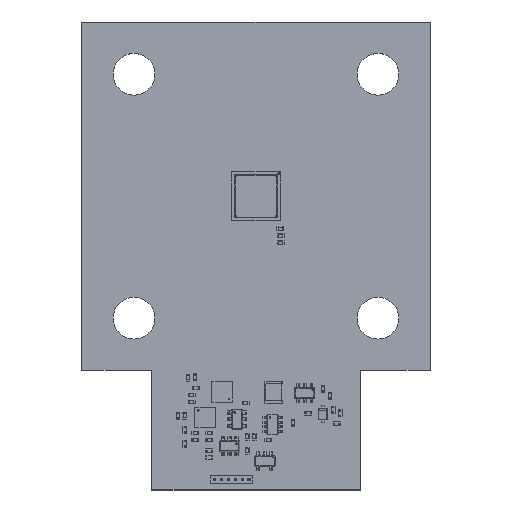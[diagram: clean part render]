
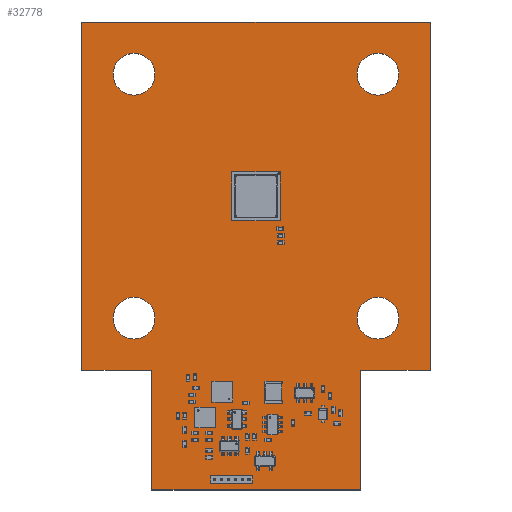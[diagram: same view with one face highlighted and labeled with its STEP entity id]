
A CAD part, top view. The second image highlights one B-rep face of the part: STEP entity #32778.
In plain terms, the highlighted planar face has unit normal (0, 0, 1).
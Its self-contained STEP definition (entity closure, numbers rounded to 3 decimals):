
#32516 = VERTEX_POINT('',#32517);
#32517 = CARTESIAN_POINT('',(103.5,-95.35,1.51));
#32523 = EDGE_CURVE('',#32516,#32524,#32526,.T.);
#32524 = VERTEX_POINT('',#32525);
#32525 = CARTESIAN_POINT('',(93.5,-95.35,1.51));
#32526 = LINE('',#32527,#32528);
#32527 = CARTESIAN_POINT('',(103.5,-95.35,1.51));
#32528 = VECTOR('',#32529,1.);
#32529 = DIRECTION('',(-1.,0.,0.));
#32556 = VERTEX_POINT('',#32557);
#32557 = CARTESIAN_POINT('',(103.5,-45.35,1.51));
#32563 = EDGE_CURVE('',#32556,#32516,#32564,.T.);
#32564 = LINE('',#32565,#32566);
#32565 = CARTESIAN_POINT('',(103.5,-45.35,1.51));
#32566 = VECTOR('',#32567,1.);
#32567 = DIRECTION('',(0.,-1.,0.));
#32585 = EDGE_CURVE('',#32524,#32586,#32588,.T.);
#32586 = VERTEX_POINT('',#32587);
#32587 = CARTESIAN_POINT('',(93.5,-112.5,1.51));
#32588 = LINE('',#32589,#32590);
#32589 = CARTESIAN_POINT('',(93.5,-95.35,1.51));
#32590 = VECTOR('',#32591,1.);
#32591 = DIRECTION('',(0.,-1.,0.));
#32778 = ADVANCED_FACE('',(#32779,#32830,#32841,#32852,#32863,#32874,
    #32885,#32896,#32907,#32918,#32929),#32940,.T.);
#32779 = FACE_BOUND('',#32780,.T.);
#32780 = EDGE_LOOP('',(#32781,#32782,#32783,#32791,#32799,#32807,#32815,
    #32823,#32829));
#32781 = ORIENTED_EDGE('',*,*,#32523,.F.);
#32782 = ORIENTED_EDGE('',*,*,#32563,.F.);
#32783 = ORIENTED_EDGE('',*,*,#32784,.F.);
#32784 = EDGE_CURVE('',#32785,#32556,#32787,.T.);
#32785 = VERTEX_POINT('',#32786);
#32786 = CARTESIAN_POINT('',(53.5,-45.35,1.51));
#32787 = LINE('',#32788,#32789);
#32788 = CARTESIAN_POINT('',(53.5,-45.35,1.51));
#32789 = VECTOR('',#32790,1.);
#32790 = DIRECTION('',(1.,0.,0.));
#32791 = ORIENTED_EDGE('',*,*,#32792,.F.);
#32792 = EDGE_CURVE('',#32793,#32785,#32795,.T.);
#32793 = VERTEX_POINT('',#32794);
#32794 = CARTESIAN_POINT('',(53.5,-95.35,1.51));
#32795 = LINE('',#32796,#32797);
#32796 = CARTESIAN_POINT('',(53.5,-95.35,1.51));
#32797 = VECTOR('',#32798,1.);
#32798 = DIRECTION('',(0.,1.,0.));
#32799 = ORIENTED_EDGE('',*,*,#32800,.F.);
#32800 = EDGE_CURVE('',#32801,#32793,#32803,.T.);
#32801 = VERTEX_POINT('',#32802);
#32802 = CARTESIAN_POINT('',(63.5,-95.35,1.51));
#32803 = LINE('',#32804,#32805);
#32804 = CARTESIAN_POINT('',(63.5,-95.35,1.51));
#32805 = VECTOR('',#32806,1.);
#32806 = DIRECTION('',(-1.,0.,0.));
#32807 = ORIENTED_EDGE('',*,*,#32808,.F.);
#32808 = EDGE_CURVE('',#32809,#32801,#32811,.T.);
#32809 = VERTEX_POINT('',#32810);
#32810 = CARTESIAN_POINT('',(63.5,-112.5,1.51));
#32811 = LINE('',#32812,#32813);
#32812 = CARTESIAN_POINT('',(63.5,-112.5,1.51));
#32813 = VECTOR('',#32814,1.);
#32814 = DIRECTION('',(0.,1.,0.));
#32815 = ORIENTED_EDGE('',*,*,#32816,.F.);
#32816 = EDGE_CURVE('',#32817,#32809,#32819,.T.);
#32817 = VERTEX_POINT('',#32818);
#32818 = CARTESIAN_POINT('',(64.,-112.5,1.51));
#32819 = LINE('',#32820,#32821);
#32820 = CARTESIAN_POINT('',(64.,-112.5,1.51));
#32821 = VECTOR('',#32822,1.);
#32822 = DIRECTION('',(-1.,0.,0.));
#32823 = ORIENTED_EDGE('',*,*,#32824,.F.);
#32824 = EDGE_CURVE('',#32586,#32817,#32825,.T.);
#32825 = LINE('',#32826,#32827);
#32826 = CARTESIAN_POINT('',(93.5,-112.5,1.51));
#32827 = VECTOR('',#32828,1.);
#32828 = DIRECTION('',(-1.,0.,0.));
#32829 = ORIENTED_EDGE('',*,*,#32585,.F.);
#32830 = FACE_BOUND('',#32831,.T.);
#32831 = EDGE_LOOP('',(#32832));
#32832 = ORIENTED_EDGE('',*,*,#32833,.T.);
#32833 = EDGE_CURVE('',#32834,#32834,#32836,.T.);
#32834 = VERTEX_POINT('',#32835);
#32835 = CARTESIAN_POINT('',(72.5,-111.25,1.51));
#32836 = CIRCLE('',#32837,0.25);
#32837 = AXIS2_PLACEMENT_3D('',#32838,#32839,#32840);
#32838 = CARTESIAN_POINT('',(72.5,-111.,1.51));
#32839 = DIRECTION('',(-0.,0.,-1.));
#32840 = DIRECTION('',(-0.,-1.,0.));
#32841 = FACE_BOUND('',#32842,.T.);
#32842 = EDGE_LOOP('',(#32843));
#32843 = ORIENTED_EDGE('',*,*,#32844,.T.);
#32844 = EDGE_CURVE('',#32845,#32845,#32847,.T.);
#32845 = VERTEX_POINT('',#32846);
#32846 = CARTESIAN_POINT('',(73.5,-111.25,1.51));
#32847 = CIRCLE('',#32848,0.25);
#32848 = AXIS2_PLACEMENT_3D('',#32849,#32850,#32851);
#32849 = CARTESIAN_POINT('',(73.5,-111.,1.51));
#32850 = DIRECTION('',(-0.,0.,-1.));
#32851 = DIRECTION('',(-0.,-1.,0.));
#32852 = FACE_BOUND('',#32853,.T.);
#32853 = EDGE_LOOP('',(#32854));
#32854 = ORIENTED_EDGE('',*,*,#32855,.T.);
#32855 = EDGE_CURVE('',#32856,#32856,#32858,.T.);
#32856 = VERTEX_POINT('',#32857);
#32857 = CARTESIAN_POINT('',(74.5,-111.25,1.51));
#32858 = CIRCLE('',#32859,0.25);
#32859 = AXIS2_PLACEMENT_3D('',#32860,#32861,#32862);
#32860 = CARTESIAN_POINT('',(74.5,-111.,1.51));
#32861 = DIRECTION('',(-0.,0.,-1.));
#32862 = DIRECTION('',(-0.,-1.,0.));
#32863 = FACE_BOUND('',#32864,.T.);
#32864 = EDGE_LOOP('',(#32865));
#32865 = ORIENTED_EDGE('',*,*,#32866,.T.);
#32866 = EDGE_CURVE('',#32867,#32867,#32869,.T.);
#32867 = VERTEX_POINT('',#32868);
#32868 = CARTESIAN_POINT('',(75.5,-111.25,1.51));
#32869 = CIRCLE('',#32870,0.25);
#32870 = AXIS2_PLACEMENT_3D('',#32871,#32872,#32873);
#32871 = CARTESIAN_POINT('',(75.5,-111.,1.51));
#32872 = DIRECTION('',(-0.,0.,-1.));
#32873 = DIRECTION('',(-0.,-1.,0.));
#32874 = FACE_BOUND('',#32875,.T.);
#32875 = EDGE_LOOP('',(#32876));
#32876 = ORIENTED_EDGE('',*,*,#32877,.T.);
#32877 = EDGE_CURVE('',#32878,#32878,#32880,.T.);
#32878 = VERTEX_POINT('',#32879);
#32879 = CARTESIAN_POINT('',(76.5,-111.25,1.51));
#32880 = CIRCLE('',#32881,0.25);
#32881 = AXIS2_PLACEMENT_3D('',#32882,#32883,#32884);
#32882 = CARTESIAN_POINT('',(76.5,-111.,1.51));
#32883 = DIRECTION('',(-0.,0.,-1.));
#32884 = DIRECTION('',(-0.,-1.,0.));
#32885 = FACE_BOUND('',#32886,.T.);
#32886 = EDGE_LOOP('',(#32887));
#32887 = ORIENTED_EDGE('',*,*,#32888,.T.);
#32888 = EDGE_CURVE('',#32889,#32889,#32891,.T.);
#32889 = VERTEX_POINT('',#32890);
#32890 = CARTESIAN_POINT('',(77.5,-111.25,1.51));
#32891 = CIRCLE('',#32892,0.25);
#32892 = AXIS2_PLACEMENT_3D('',#32893,#32894,#32895);
#32893 = CARTESIAN_POINT('',(77.5,-111.,1.51));
#32894 = DIRECTION('',(-0.,0.,-1.));
#32895 = DIRECTION('',(-0.,-1.,0.));
#32896 = FACE_BOUND('',#32897,.T.);
#32897 = EDGE_LOOP('',(#32898));
#32898 = ORIENTED_EDGE('',*,*,#32899,.F.);
#32899 = EDGE_CURVE('',#32900,#32900,#32902,.T.);
#32900 = VERTEX_POINT('',#32901);
#32901 = CARTESIAN_POINT('',(64.,-87.85,1.51));
#32902 = CIRCLE('',#32903,3.);
#32903 = AXIS2_PLACEMENT_3D('',#32904,#32905,#32906);
#32904 = CARTESIAN_POINT('',(61.,-87.85,1.51));
#32905 = DIRECTION('',(0.,0.,1.));
#32906 = DIRECTION('',(1.,0.,-0.));
#32907 = FACE_BOUND('',#32908,.T.);
#32908 = EDGE_LOOP('',(#32909));
#32909 = ORIENTED_EDGE('',*,*,#32910,.F.);
#32910 = EDGE_CURVE('',#32911,#32911,#32913,.T.);
#32911 = VERTEX_POINT('',#32912);
#32912 = CARTESIAN_POINT('',(99.,-87.85,1.51));
#32913 = CIRCLE('',#32914,3.);
#32914 = AXIS2_PLACEMENT_3D('',#32915,#32916,#32917);
#32915 = CARTESIAN_POINT('',(96.,-87.85,1.51));
#32916 = DIRECTION('',(0.,0.,1.));
#32917 = DIRECTION('',(1.,0.,-0.));
#32918 = FACE_BOUND('',#32919,.T.);
#32919 = EDGE_LOOP('',(#32920));
#32920 = ORIENTED_EDGE('',*,*,#32921,.F.);
#32921 = EDGE_CURVE('',#32922,#32922,#32924,.T.);
#32922 = VERTEX_POINT('',#32923);
#32923 = CARTESIAN_POINT('',(64.,-52.85,1.51));
#32924 = CIRCLE('',#32925,3.);
#32925 = AXIS2_PLACEMENT_3D('',#32926,#32927,#32928);
#32926 = CARTESIAN_POINT('',(61.,-52.85,1.51));
#32927 = DIRECTION('',(0.,0.,1.));
#32928 = DIRECTION('',(1.,0.,-0.));
#32929 = FACE_BOUND('',#32930,.T.);
#32930 = EDGE_LOOP('',(#32931));
#32931 = ORIENTED_EDGE('',*,*,#32932,.F.);
#32932 = EDGE_CURVE('',#32933,#32933,#32935,.T.);
#32933 = VERTEX_POINT('',#32934);
#32934 = CARTESIAN_POINT('',(99.,-52.85,1.51));
#32935 = CIRCLE('',#32936,3.);
#32936 = AXIS2_PLACEMENT_3D('',#32937,#32938,#32939);
#32937 = CARTESIAN_POINT('',(96.,-52.85,1.51));
#32938 = DIRECTION('',(0.,0.,1.));
#32939 = DIRECTION('',(1.,0.,-0.));
#32940 = PLANE('',#32941);
#32941 = AXIS2_PLACEMENT_3D('',#32942,#32943,#32944);
#32942 = CARTESIAN_POINT('',(0.,0.,1.51));
#32943 = DIRECTION('',(0.,0.,1.));
#32944 = DIRECTION('',(1.,0.,-0.));
